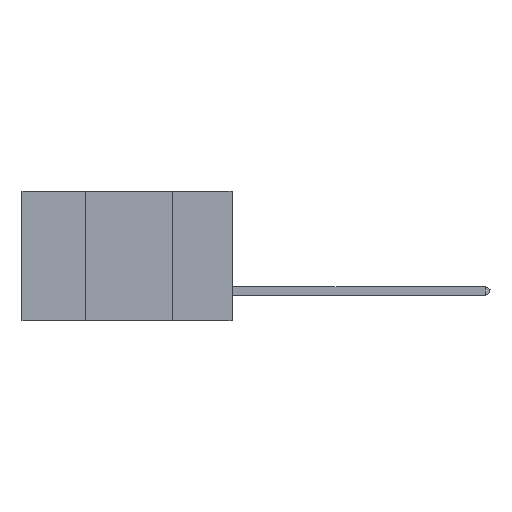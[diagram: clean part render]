
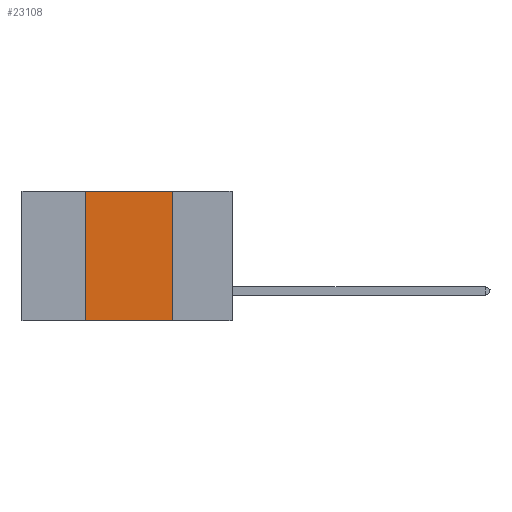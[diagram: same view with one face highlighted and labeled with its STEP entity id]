
A CAD part, left-side view. The second image highlights one B-rep face of the part: STEP entity #23108.
In plain terms, the highlighted planar face has unit normal (-1, 0, 0).
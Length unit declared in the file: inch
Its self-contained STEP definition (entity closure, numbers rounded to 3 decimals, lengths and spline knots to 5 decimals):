
#2417 = CARTESIAN_POINT ( 'NONE',  ( 0., 0.6, -0.37 ) ) ;
#2575 = VERTEX_POINT ( 'NONE', #41083 ) ;
#2844 = EDGE_CURVE ( 'NONE', #2575, #30817, #20780, .T. ) ;
#3105 = VECTOR ( 'NONE', #31806, 39.37008 ) ;
#4153 = CARTESIAN_POINT ( 'NONE',  ( 0., 0.17, 0. ) ) ;
#4217 = LINE ( 'NONE', #4153, #4728 ) ;
#4379 = DIRECTION ( 'NONE',  ( 1., 0., 0. ) ) ;
#4527 = CARTESIAN_POINT ( 'NONE',  ( 0., 0.6, 0. ) ) ;
#4728 = VECTOR ( 'NONE', #15230, 39.37008 ) ;
#5539 = CARTESIAN_POINT ( 'NONE',  ( 0., 0.42, 0. ) ) ;
#5987 = EDGE_LOOP ( 'NONE', ( #21302, #29021, #29350, #42598 ) ) ;
#10770 = LINE ( 'NONE', #5539, #3105 ) ;
#10971 = DIRECTION ( 'NONE',  ( 0., -1., 0. ) ) ;
#11543 = VERTEX_POINT ( 'NONE', #41009 ) ;
#12247 = CARTESIAN_POINT ( 'NONE',  ( 0., 0.17, 0. ) ) ;
#14609 = AXIS2_PLACEMENT_3D ( 'NONE', #4527, #4379, #27475 ) ;
#15230 = DIRECTION ( 'NONE',  ( 0., 0., -1. ) ) ;
#15250 = LINE ( 'NONE', #2417, #22943 ) ;
#15486 = VERTEX_POINT ( 'NONE', #16012 ) ;
#16012 = CARTESIAN_POINT ( 'NONE',  ( 0., 0.17, -0.37 ) ) ;
#19772 = VECTOR ( 'NONE', #10971, 39.37008 ) ;
#20780 = LINE ( 'NONE', #36939, #19772 ) ;
#21302 = ORIENTED_EDGE ( 'NONE', *, *, #25525, .F. ) ;
#22943 = VECTOR ( 'NONE', #26675, 39.37008 ) ;
#23108 = ADVANCED_FACE ( 'NONE', ( #39902 ), #33818, .F. ) ;
#25525 = EDGE_CURVE ( 'NONE', #30817, #15486, #4217, .T. ) ;
#26675 = DIRECTION ( 'NONE',  ( 0., -1., 0. ) ) ;
#27475 = DIRECTION ( 'NONE',  ( 0., 0., -1. ) ) ;
#29021 = ORIENTED_EDGE ( 'NONE', *, *, #2844, .F. ) ;
#29039 = EDGE_CURVE ( 'NONE', #11543, #15486, #15250, .T. ) ;
#29350 = ORIENTED_EDGE ( 'NONE', *, *, #35528, .F. ) ;
#30817 = VERTEX_POINT ( 'NONE', #12247 ) ;
#31806 = DIRECTION ( 'NONE',  ( 0., 0., 1. ) ) ;
#33818 = PLANE ( 'NONE',  #14609 ) ;
#35528 = EDGE_CURVE ( 'NONE', #11543, #2575, #10770, .T. ) ;
#36939 = CARTESIAN_POINT ( 'NONE',  ( 0., 0.6, 0. ) ) ;
#39902 = FACE_OUTER_BOUND ( 'NONE', #5987, .T. ) ;
#41009 = CARTESIAN_POINT ( 'NONE',  ( 0., 0.42, -0.37 ) ) ;
#41083 = CARTESIAN_POINT ( 'NONE',  ( 0., 0.42, 0. ) ) ;
#42598 = ORIENTED_EDGE ( 'NONE', *, *, #29039, .T. ) ;
